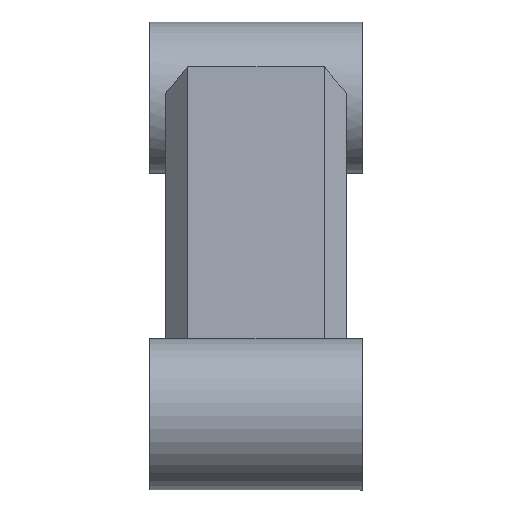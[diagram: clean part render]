
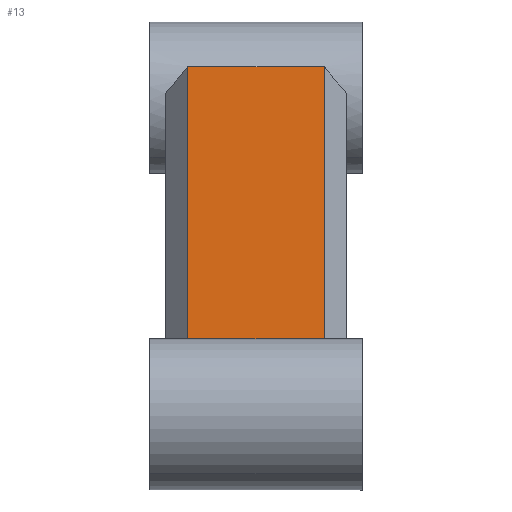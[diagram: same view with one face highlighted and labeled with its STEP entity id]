
A CAD part, front view. The second image highlights one B-rep face of the part: STEP entity #13.
In plain terms, the highlighted face is planar.
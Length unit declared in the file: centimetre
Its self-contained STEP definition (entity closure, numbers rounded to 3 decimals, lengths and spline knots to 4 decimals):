
#13 = ADVANCED_FACE ( 'NONE', ( #745 ), #675, .F. ) ;
#48 = LINE ( 'NONE', #810, #243 ) ;
#93 = ORIENTED_EDGE ( 'NONE', *, *, #768, .F. ) ;
#108 = EDGE_CURVE ( 'NONE', #145, #458, #583, .T. ) ;
#119 = ORIENTED_EDGE ( 'NONE', *, *, #693, .T. ) ;
#145 = VERTEX_POINT ( 'NONE', #442 ) ;
#203 = CARTESIAN_POINT ( 'NONE',  ( -3.8102, 159.779, 28.6608 ) ) ;
#208 = DIRECTION ( 'NONE',  ( 0., -0.853, -0.521 ) ) ;
#243 = VECTOR ( 'NONE', #347, 100. ) ;
#247 = VERTEX_POINT ( 'NONE', #712 ) ;
#267 = DIRECTION ( 'NONE',  ( 0., 0.521, -0.853 ) ) ;
#281 = CARTESIAN_POINT ( 'NONE',  ( -2.8575, 168.6387, 14.1574 ) ) ;
#347 = DIRECTION ( 'NONE',  ( 0., -0.521, 0.853 ) ) ;
#370 = ORIENTED_EDGE ( 'NONE', *, *, #108, .T. ) ;
#381 = LINE ( 'NONE', #449, #898 ) ;
#442 = CARTESIAN_POINT ( 'NONE',  ( 2.8575, 150.9194, 43.1642 ) ) ;
#449 = CARTESIAN_POINT ( 'NONE',  ( -3.8102, 168.6387, 14.1574 ) ) ;
#458 = VERTEX_POINT ( 'NONE', #964 ) ;
#499 = VECTOR ( 'NONE', #267, 100. ) ;
#527 = CARTESIAN_POINT ( 'NONE',  ( -3.8102, 150.9194, 43.1642 ) ) ;
#542 = EDGE_CURVE ( 'NONE', #573, #247, #48, .T. ) ;
#573 = VERTEX_POINT ( 'NONE', #281 ) ;
#583 = LINE ( 'NONE', #966, #499 ) ;
#589 = DIRECTION ( 'NONE',  ( 0., 0.521, -0.853 ) ) ;
#630 = EDGE_LOOP ( 'NONE', ( #119, #370, #93, #720 ) ) ;
#648 = VECTOR ( 'NONE', #921, 100. ) ;
#675 = PLANE ( 'NONE',  #725 ) ;
#693 = EDGE_CURVE ( 'NONE', #247, #145, #906, .T. ) ;
#712 = CARTESIAN_POINT ( 'NONE',  ( -2.8575, 150.9194, 43.1642 ) ) ;
#720 = ORIENTED_EDGE ( 'NONE', *, *, #542, .T. ) ;
#725 = AXIS2_PLACEMENT_3D ( 'NONE', #203, #208, #589 ) ;
#745 = FACE_OUTER_BOUND ( 'NONE', #630, .T. ) ;
#768 = EDGE_CURVE ( 'NONE', #573, #458, #381, .T. ) ;
#810 = CARTESIAN_POINT ( 'NONE',  ( -2.8575, 159.779, 28.6608 ) ) ;
#898 = VECTOR ( 'NONE', #910, 100. ) ;
#906 = LINE ( 'NONE', #527, #648 ) ;
#910 = DIRECTION ( 'NONE',  ( 1., 0., 0. ) ) ;
#921 = DIRECTION ( 'NONE',  ( 1., 0., 0. ) ) ;
#964 = CARTESIAN_POINT ( 'NONE',  ( 2.8575, 168.6387, 14.1574 ) ) ;
#966 = CARTESIAN_POINT ( 'NONE',  ( 2.8575, 159.779, 28.6608 ) ) ;
